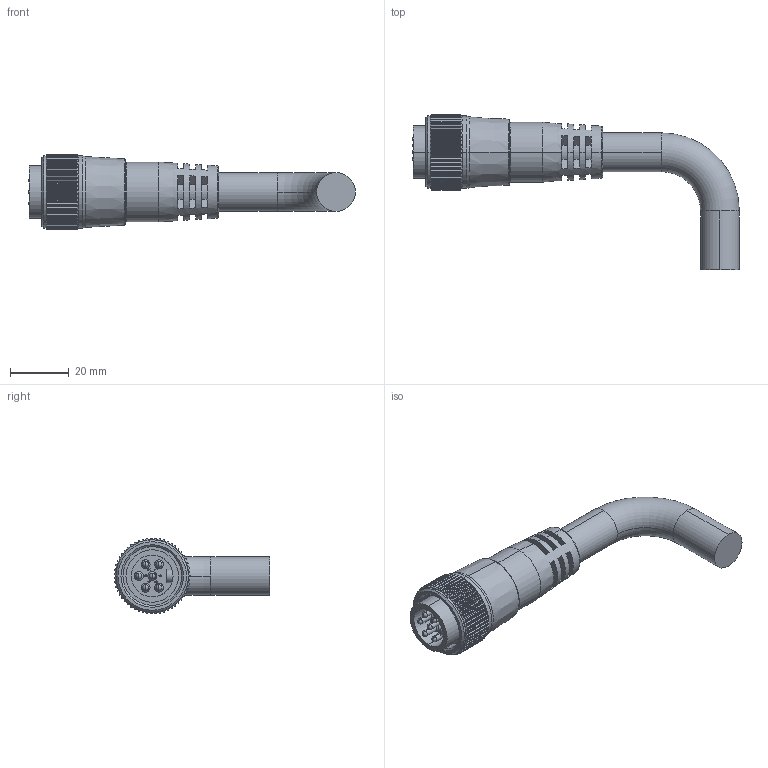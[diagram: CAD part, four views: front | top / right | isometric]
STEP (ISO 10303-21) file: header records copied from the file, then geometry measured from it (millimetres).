
FILE_DESCRIPTION (( 'STEP AP214' ), '1' );
FILE_NAME ('ZP-S1-6MP-4M.step', '2016-03-08T22:15:40', ( '' ), ( '' ), 'SwSTEP 2.0', 'SolidWorks 2015', '' );
FILE_SCHEMA (( 'AUTOMOTIVE_DESIGN' ));
Length unit declared in the file: millimetre
Products named in the file (1): ZP-S1-6MP-4M
Bounding box: 111.28 x 52.9 x 25.84 mm (x, y, z)
Volume: 31376.1 mm3; surface area: 13508.1 mm2
Topology: 8 solids, 8 shells, 638 faces, 1771 edges, 1164 vertices
Faces by surface type: cylinder 326, plane 229, bspline 37, cone 26, sphere 12, torus 8
Entity records: 23715 total; most frequent: CARTESIAN_POINT 8684, ORIENTED_EDGE 3494, DIRECTION 2540, EDGE_CURVE 1747, VERTEX_POINT 1152, AXIS2_PLACEMENT_3D 928, B_SPLINE_CURVE_WITH_KNOTS 737, VECTOR 684
